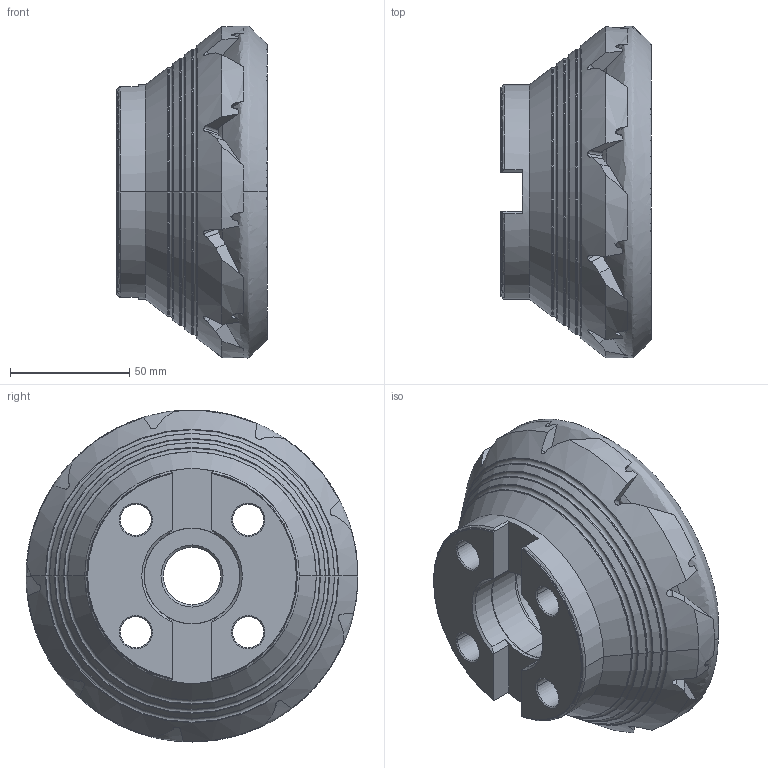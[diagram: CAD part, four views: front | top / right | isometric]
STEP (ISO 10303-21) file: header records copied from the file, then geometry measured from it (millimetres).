
FILE_DESCRIPTION (( 'STEP AP214' ), '1' );
FILE_NAME ('45PP-125-554-9.STEP', '2012-11-28T07:56:04', ( '' ), ( '' ), 'SwSTEP 2.0', 'SolidWorks 2012', '' );
FILE_SCHEMA (( 'AUTOMOTIVE_DESIGN' ));
Length unit declared in the file: millimetre
Products named in the file (1): 45PP-125-554-9
Bounding box: 63 x 139.2 x 139.2 mm (x, y, z)
Volume: 504711.2 mm3; surface area: 67033.2 mm2
Topology: 1 solids, 1 shells, 343 faces, 950 edges, 611 vertices
Faces by surface type: plane 148, cylinder 115, cone 37, torus 30, bspline 13
Entity records: 14654 total; most frequent: CARTESIAN_POINT 6363, ORIENTED_EDGE 1900, DIRECTION 1488, EDGE_CURVE 950, VERTEX_POINT 611, AXIS2_PLACEMENT_3D 573, EDGE_LOOP 355, FACE_OUTER_BOUND 343
